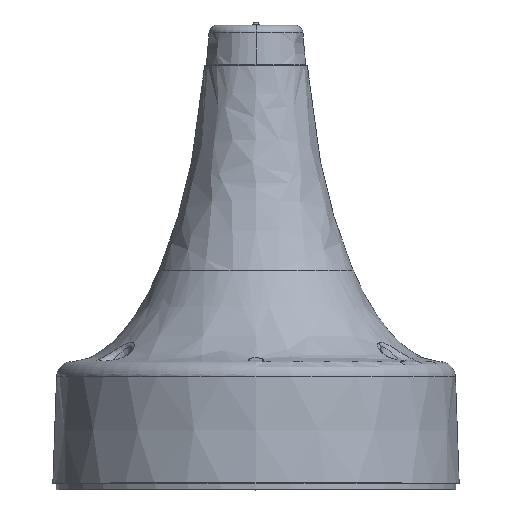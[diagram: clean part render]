
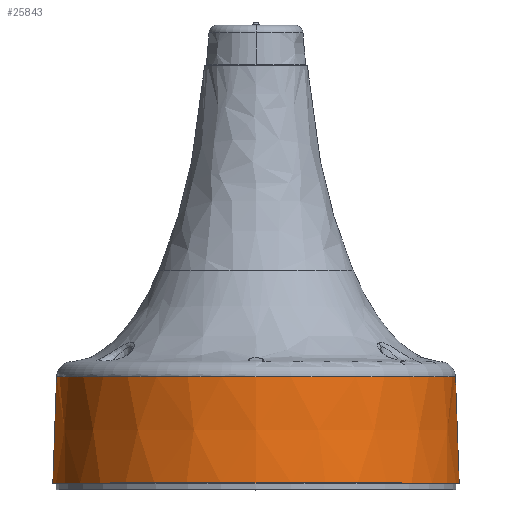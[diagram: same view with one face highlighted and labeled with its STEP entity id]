
A CAD part, top view. The second image highlights one B-rep face of the part: STEP entity #25843.
In plain terms, the highlighted conical face has half-angle 2 degrees and reference radius 62.272 mm.
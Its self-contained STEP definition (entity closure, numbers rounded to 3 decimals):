
#1604 = VERTEX_POINT ( 'NONE', #32915 ) ;
#2123 = CARTESIAN_POINT ( 'NONE',  ( 0., 35.174, 0. ) ) ;
#3256 = VERTEX_POINT ( 'NONE', #40895 ) ;
#7132 = AXIS2_PLACEMENT_3D ( 'NONE', #23666, #39891, #20138 ) ;
#7407 = EDGE_CURVE ( 'NONE', #10129, #1604, #38692, .T. ) ;
#8994 = EDGE_CURVE ( 'NONE', #10129, #27448, #11720, .T. ) ;
#10129 = VERTEX_POINT ( 'NONE', #23751 ) ;
#10780 = ORIENTED_EDGE ( 'NONE', *, *, #7407, .T. ) ;
#11720 = CIRCLE ( 'NONE', #17677, 62.272 ) ;
#12622 = CONICAL_SURFACE ( 'NONE', #35165, 62.272, 0.035 ) ;
#13472 = DIRECTION ( 'NONE',  ( 0., -1., 0. ) ) ;
#16583 = DIRECTION ( 'NONE',  ( 1., 0., 0. ) ) ;
#17677 = AXIS2_PLACEMENT_3D ( 'NONE', #2123, #27685, #17888 ) ;
#17888 = DIRECTION ( 'NONE',  ( -1., 0., 0. ) ) ;
#19472 = DIRECTION ( 'NONE',  ( 0.035, -0.999, 0. ) ) ;
#20138 = DIRECTION ( 'NONE',  ( 1., 0., 0. ) ) ;
#21478 = ORIENTED_EDGE ( 'NONE', *, *, #21956, .F. ) ;
#21664 = EDGE_CURVE ( 'NONE', #3256, #1604, #34963, .T. ) ;
#21956 = EDGE_CURVE ( 'NONE', #27448, #3256, #29272, .T. ) ;
#23453 = FACE_OUTER_BOUND ( 'NONE', #24284, .T. ) ;
#23666 = CARTESIAN_POINT ( 'NONE',  ( 0., 2., 0. ) ) ;
#23751 = CARTESIAN_POINT ( 'NONE',  ( -62.272, 35.174, 0. ) ) ;
#24284 = EDGE_LOOP ( 'NONE', ( #39517, #10780, #39016, #21478 ) ) ;
#25843 = ADVANCED_FACE ( 'NONE', ( #23453 ), #12622, .T. ) ;
#27448 = VERTEX_POINT ( 'NONE', #28030 ) ;
#27685 = DIRECTION ( 'NONE',  ( 0., 1., 0. ) ) ;
#28030 = CARTESIAN_POINT ( 'NONE',  ( 62.272, 35.174, 0. ) ) ;
#29272 = LINE ( 'NONE', #35288, #36282 ) ;
#32269 = DIRECTION ( 'NONE',  ( -0.035, -0.999, 0. ) ) ;
#32915 = CARTESIAN_POINT ( 'NONE',  ( -63.43, 2., 0. ) ) ;
#34963 = CIRCLE ( 'NONE', #7132, 63.43 ) ;
#35165 = AXIS2_PLACEMENT_3D ( 'NONE', #35927, #13472, #16583 ) ;
#35288 = CARTESIAN_POINT ( 'NONE',  ( 62.272, 35.174, 0. ) ) ;
#35573 = CARTESIAN_POINT ( 'NONE',  ( -62.272, 35.174, 0. ) ) ;
#35927 = CARTESIAN_POINT ( 'NONE',  ( 0., 35.174, 0. ) ) ;
#36282 = VECTOR ( 'NONE', #19472, 1000. ) ;
#38692 = LINE ( 'NONE', #35573, #39529 ) ;
#39016 = ORIENTED_EDGE ( 'NONE', *, *, #21664, .F. ) ;
#39517 = ORIENTED_EDGE ( 'NONE', *, *, #8994, .F. ) ;
#39529 = VECTOR ( 'NONE', #32269, 1000. ) ;
#39891 = DIRECTION ( 'NONE',  ( 0., -1., 0. ) ) ;
#40895 = CARTESIAN_POINT ( 'NONE',  ( 63.43, 2., 0. ) ) ;
